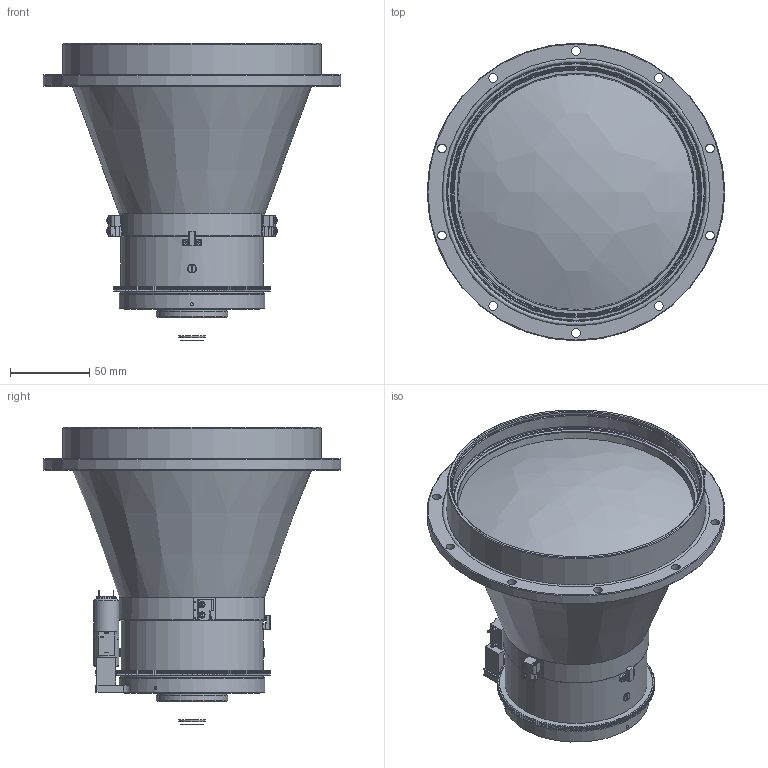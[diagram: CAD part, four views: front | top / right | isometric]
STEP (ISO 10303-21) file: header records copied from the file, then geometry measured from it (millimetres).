
FILE_DESCRIPTION (( 'STEP AP203' ), '1' );
FILE_NAME ('LB-0005-2150F1萇雄噩芛俋倛芞-20220302.STEP', '2023-11-06T08:27:29', ( 'Windows User' ), ( 'P R C' ), 'SwSTEP 2.0', 'SolidWorks 2020', '' );
FILE_SCHEMA (( 'CONFIG_CONTROL_DESIGN' ));
Products named in the file (1): LB-0005-2150F1萇雄噩芛俋倛芞-20220302
Bounding box: 188 x 188 x 187.77 mm (x, y, z)
Surface area: 139229.6 mm2 (no closed solid volume)
Topology: 0 solids, 27 shells, 2162 faces, 6071 edges, 4020 vertices
Faces by surface type: cylinder 1149, bspline 504, plane 442, cone 67
Full cylindrical faces by diameter (mm): 0.5 x2, 0.8 x3, 1.6 x6, 2 x12, 2.05 x7, 2.2 x4, 2.4 x8, 3 x3, 3.5 x4, 3.8 x4, 4 x1, 4.3 x4, 5.5 x10, 6 x2, 8 x1, 10 x2, 12.7 x1, 13 x1, 16 x2, 16.456 x1, 40 x1, 43.5 x1, 45 x1, 90 x2, 92 x1, 156 x1, 157.5 x1, 158 x1, 163 x1, 169 x1
Entity records: 118599 total; most frequent: CARTESIAN_POINT 65199, ORIENTED_EDGE 11648, DIRECTION 10440, EDGE_CURVE 5825, AXIS2_PLACEMENT_3D 4045, VERTEX_POINT 3939, EDGE_LOOP 2461, CIRCLE 2386
